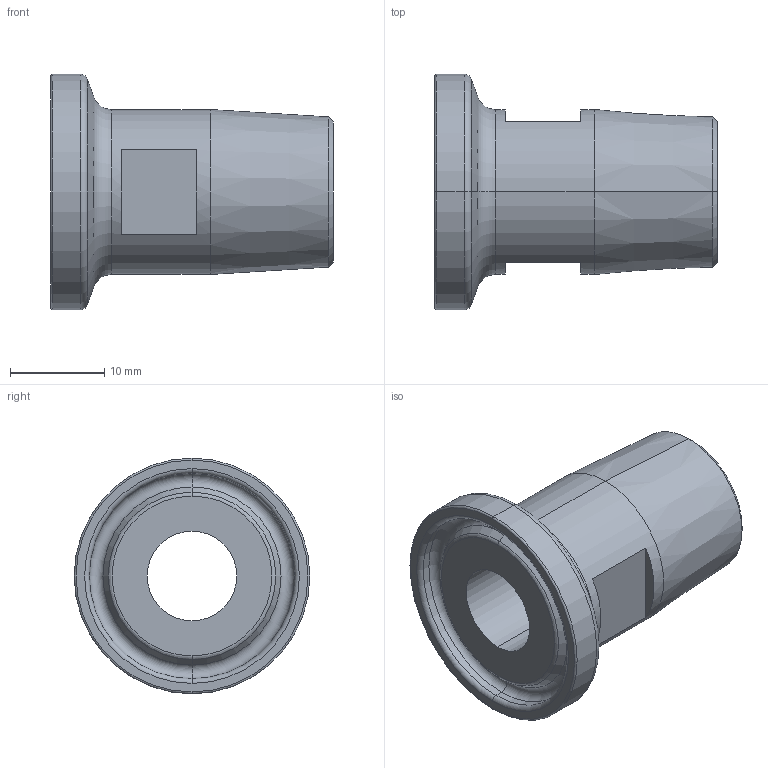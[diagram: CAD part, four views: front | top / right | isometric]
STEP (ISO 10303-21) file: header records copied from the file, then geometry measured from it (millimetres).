
FILE_DESCRIPTION (( 'STEP AP214' ), '1' );
FILE_NAME ('AM.050.038.STEP', '2020-03-09T08:31:42', ( '' ), ( '' ), 'SwSTEP 2.0', 'SolidWorks 2019', '' );
FILE_SCHEMA (( 'AUTOMOTIVE_DESIGN' ));
Length unit declared in the file: millimetre
Products named in the file (1): AM.050.038
Bounding box: 30 x 25 x 25 mm (x, y, z)
Volume: 5399.6 mm3; surface area: 3429.7 mm2
Topology: 1 solids, 1 shells, 37 faces, 74 edges, 42 vertices
Faces by surface type: torus 12, plane 9, cone 8, cylinder 8
Entity records: 1000 total; most frequent: DIRECTION 200, CARTESIAN_POINT 154, ORIENTED_EDGE 148, AXIS2_PLACEMENT_3D 88, EDGE_CURVE 74, CIRCLE 50, VERTEX_POINT 42, EDGE_LOOP 42
